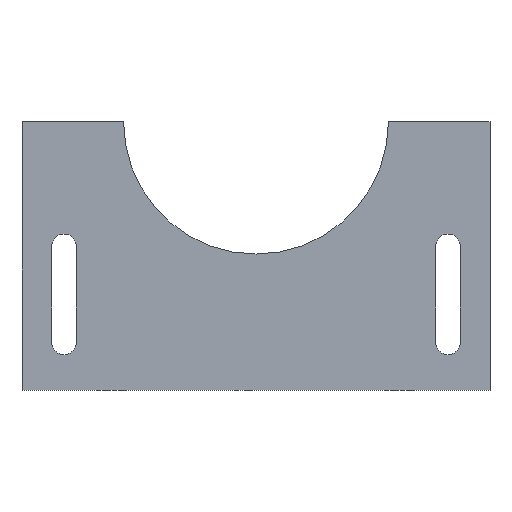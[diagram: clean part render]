
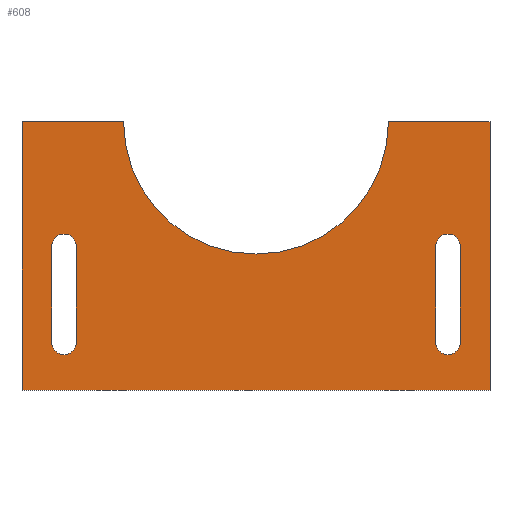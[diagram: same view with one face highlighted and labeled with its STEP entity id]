
A CAD part, top view. The second image highlights one B-rep face of the part: STEP entity #608.
In plain terms, the highlighted planar face has unit normal (0, 0, 1).
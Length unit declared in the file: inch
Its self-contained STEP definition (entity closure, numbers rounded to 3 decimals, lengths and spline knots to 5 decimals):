
#38 = VERTEX_POINT ( 'NONE', #483 ) ;
#65 = FACE_OUTER_BOUND ( 'NONE', #804, .T. ) ;
#78 = EDGE_LOOP ( 'NONE', ( #313, #1157, #818, #642 ) ) ;
#85 = CARTESIAN_POINT ( 'NONE',  ( 2.1285, 0.1, 0. ) ) ;
#106 = VERTEX_POINT ( 'NONE', #186 ) ;
#109 = VERTEX_POINT ( 'NONE', #1042 ) ;
#133 = CARTESIAN_POINT ( 'NONE',  ( 2.1285, -0.9, 0. ) ) ;
#140 = EDGE_CURVE ( 'NONE', #802, #1145, #194, .T. ) ;
#142 = CARTESIAN_POINT ( 'NONE',  ( -2.1285, -0.9, 0. ) ) ;
#143 = VECTOR ( 'NONE', #298, 39.37008 ) ;
#163 = ORIENTED_EDGE ( 'NONE', *, *, #814, .T. ) ;
#173 = DIRECTION ( 'NONE',  ( 0., 0., -1. ) ) ;
#186 = CARTESIAN_POINT ( 'NONE',  ( -1.8715, 0.1, 0. ) ) ;
#191 = CIRCLE ( 'NONE', #842, 0.1285 ) ;
#194 = LINE ( 'NONE', #282, #737 ) ;
#196 = AXIS2_PLACEMENT_3D ( 'NONE', #1094, #207, #561 ) ;
#207 = DIRECTION ( 'NONE',  ( 0., 0., -1. ) ) ;
#214 = ORIENTED_EDGE ( 'NONE', *, *, #1061, .T. ) ;
#216 = EDGE_CURVE ( 'NONE', #310, #815, #191, .T. ) ;
#225 = VECTOR ( 'NONE', #958, 39.37008 ) ;
#229 = CARTESIAN_POINT ( 'NONE',  ( 1.8715, 0.1, 0. ) ) ;
#232 = VECTOR ( 'NONE', #1047, 39.37008 ) ;
#234 = LINE ( 'NONE', #1050, #225 ) ;
#243 = EDGE_CURVE ( 'NONE', #657, #802, #527, .T. ) ;
#252 = DIRECTION ( 'NONE',  ( 1., 0., 0. ) ) ;
#256 = CARTESIAN_POINT ( 'NONE',  ( -2., -0.9, 0. ) ) ;
#269 = DIRECTION ( 'NONE',  ( 0., 0., 1. ) ) ;
#270 = EDGE_LOOP ( 'NONE', ( #481, #163, #950, #553 ) ) ;
#272 = EDGE_CURVE ( 'NONE', #109, #657, #1030, .T. ) ;
#282 = CARTESIAN_POINT ( 'NONE',  ( -2.4375, -1.4, 0. ) ) ;
#298 = DIRECTION ( 'NONE',  ( 0., 1., 0. ) ) ;
#310 = VERTEX_POINT ( 'NONE', #451 ) ;
#311 = CARTESIAN_POINT ( 'NONE',  ( -2.1285, 0.1, 0. ) ) ;
#312 = EDGE_CURVE ( 'NONE', #815, #106, #820, .T. ) ;
#313 = ORIENTED_EDGE ( 'NONE', *, *, #312, .F. ) ;
#334 = DIRECTION ( 'NONE',  ( -1., 0., 0. ) ) ;
#338 = CARTESIAN_POINT ( 'NONE',  ( -2.4375, -1.4, 0. ) ) ;
#341 = CARTESIAN_POINT ( 'NONE',  ( -2.4375, 1.4, 0. ) ) ;
#354 = CARTESIAN_POINT ( 'NONE',  ( -1.38, 1.4, 0. ) ) ;
#363 = VECTOR ( 'NONE', #826, 39.37008 ) ;
#372 = AXIS2_PLACEMENT_3D ( 'NONE', #586, #508, #252 ) ;
#414 = VERTEX_POINT ( 'NONE', #1004 ) ;
#419 = EDGE_CURVE ( 'NONE', #462, #38, #927, .T. ) ;
#423 = CARTESIAN_POINT ( 'NONE',  ( 2.4375, -1.4, 0. ) ) ;
#426 = ORIENTED_EDGE ( 'NONE', *, *, #140, .T. ) ;
#432 = DIRECTION ( 'NONE',  ( 0., 0., -1. ) ) ;
#451 = CARTESIAN_POINT ( 'NONE',  ( -2.1285, -0.9, 0. ) ) ;
#453 = VERTEX_POINT ( 'NONE', #311 ) ;
#457 = AXIS2_PLACEMENT_3D ( 'NONE', #694, #432, #1130 ) ;
#459 = ORIENTED_EDGE ( 'NONE', *, *, #485, .T. ) ;
#462 = VERTEX_POINT ( 'NONE', #133 ) ;
#469 = VECTOR ( 'NONE', #808, 39.37008 ) ;
#472 = AXIS2_PLACEMENT_3D ( 'NONE', #688, #1147, #334 ) ;
#477 = CARTESIAN_POINT ( 'NONE',  ( 2.1285, -0.9, 0. ) ) ;
#481 = ORIENTED_EDGE ( 'NONE', *, *, #419, .T. ) ;
#483 = CARTESIAN_POINT ( 'NONE',  ( 1.8715, -0.9, 0. ) ) ;
#485 = EDGE_CURVE ( 'NONE', #582, #414, #753, .T. ) ;
#502 = EDGE_CURVE ( 'NONE', #712, #462, #1099, .T. ) ;
#508 = DIRECTION ( 'NONE',  ( 0., 0., 1. ) ) ;
#510 = VECTOR ( 'NONE', #946, 39.37008 ) ;
#518 = CIRCLE ( 'NONE', #457, 0.1285 ) ;
#527 = LINE ( 'NONE', #341, #232 ) ;
#531 = DIRECTION ( 'NONE',  ( -1., 0., 0. ) ) ;
#553 = ORIENTED_EDGE ( 'NONE', *, *, #502, .T. ) ;
#561 = DIRECTION ( 'NONE',  ( -1., 0., 0. ) ) ;
#582 = VERTEX_POINT ( 'NONE', #423 ) ;
#586 = CARTESIAN_POINT ( 'NONE',  ( -2., 0.1, 0. ) ) ;
#605 = CARTESIAN_POINT ( 'NONE',  ( 0., 1.4, 0. ) ) ;
#608 = ADVANCED_FACE ( 'NONE', ( #65, #777, #1135 ), #771, .F. ) ;
#642 = ORIENTED_EDGE ( 'NONE', *, *, #976, .F. ) ;
#646 = CARTESIAN_POINT ( 'NONE',  ( -1.8715, -0.9, 0. ) ) ;
#657 = VERTEX_POINT ( 'NONE', #354 ) ;
#673 = VECTOR ( 'NONE', #873, 39.37008 ) ;
#684 = AXIS2_PLACEMENT_3D ( 'NONE', #605, #173, #531 ) ;
#688 = CARTESIAN_POINT ( 'NONE',  ( 0., 0., 0. ) ) ;
#694 = CARTESIAN_POINT ( 'NONE',  ( 2., 0.1, 0. ) ) ;
#712 = VERTEX_POINT ( 'NONE', #85 ) ;
#719 = CARTESIAN_POINT ( 'NONE',  ( -1.8715, -0.9, 0. ) ) ;
#737 = VECTOR ( 'NONE', #864, 39.37008 ) ;
#738 = LINE ( 'NONE', #1091, #143 ) ;
#753 = LINE ( 'NONE', #845, #363 ) ;
#771 = PLANE ( 'NONE',  #472 ) ;
#777 = FACE_BOUND ( 'NONE', #78, .T. ) ;
#799 = ORIENTED_EDGE ( 'NONE', *, *, #243, .T. ) ;
#802 = VERTEX_POINT ( 'NONE', #886 ) ;
#804 = EDGE_LOOP ( 'NONE', ( #1017, #896, #799, #426, #214, #459 ) ) ;
#808 = DIRECTION ( 'NONE',  ( 0., 1., 0. ) ) ;
#814 = EDGE_CURVE ( 'NONE', #38, #860, #738, .T. ) ;
#815 = VERTEX_POINT ( 'NONE', #646 ) ;
#818 = ORIENTED_EDGE ( 'NONE', *, *, #1040, .F. ) ;
#820 = LINE ( 'NONE', #719, #469 ) ;
#826 = DIRECTION ( 'NONE',  ( 0., 1., 0. ) ) ;
#842 = AXIS2_PLACEMENT_3D ( 'NONE', #256, #269, #1041 ) ;
#845 = CARTESIAN_POINT ( 'NONE',  ( 2.4375, -1.4, 0. ) ) ;
#854 = DIRECTION ( 'NONE',  ( 0., -1., 0. ) ) ;
#859 = LINE ( 'NONE', #338, #673 ) ;
#860 = VERTEX_POINT ( 'NONE', #229 ) ;
#864 = DIRECTION ( 'NONE',  ( 0., -1., 0. ) ) ;
#873 = DIRECTION ( 'NONE',  ( 1., 0., 0. ) ) ;
#886 = CARTESIAN_POINT ( 'NONE',  ( -2.4375, 1.4, 0. ) ) ;
#890 = CARTESIAN_POINT ( 'NONE',  ( -2.4375, -1.4, 0. ) ) ;
#896 = ORIENTED_EDGE ( 'NONE', *, *, #272, .T. ) ;
#927 = CIRCLE ( 'NONE', #196, 0.1285 ) ;
#946 = DIRECTION ( 'NONE',  ( 0., -1., 0. ) ) ;
#950 = ORIENTED_EDGE ( 'NONE', *, *, #970, .T. ) ;
#952 = VECTOR ( 'NONE', #854, 39.37008 ) ;
#958 = DIRECTION ( 'NONE',  ( -1., 0., 0. ) ) ;
#970 = EDGE_CURVE ( 'NONE', #860, #712, #518, .T. ) ;
#976 = EDGE_CURVE ( 'NONE', #106, #453, #1153, .T. ) ;
#1004 = CARTESIAN_POINT ( 'NONE',  ( 2.4375, 1.4, 0. ) ) ;
#1017 = ORIENTED_EDGE ( 'NONE', *, *, #1018, .T. ) ;
#1018 = EDGE_CURVE ( 'NONE', #414, #109, #234, .T. ) ;
#1030 = CIRCLE ( 'NONE', #684, 1.38 ) ;
#1040 = EDGE_CURVE ( 'NONE', #453, #310, #1138, .T. ) ;
#1041 = DIRECTION ( 'NONE',  ( 1., 0., 0. ) ) ;
#1042 = CARTESIAN_POINT ( 'NONE',  ( 1.38, 1.4, 0. ) ) ;
#1047 = DIRECTION ( 'NONE',  ( -1., 0., 0. ) ) ;
#1050 = CARTESIAN_POINT ( 'NONE',  ( -2.4375, 1.4, 0. ) ) ;
#1061 = EDGE_CURVE ( 'NONE', #1145, #582, #859, .T. ) ;
#1091 = CARTESIAN_POINT ( 'NONE',  ( 1.8715, -0.9, 0. ) ) ;
#1094 = CARTESIAN_POINT ( 'NONE',  ( 2., -0.9, 0. ) ) ;
#1099 = LINE ( 'NONE', #477, #510 ) ;
#1130 = DIRECTION ( 'NONE',  ( -1., 0., 0. ) ) ;
#1135 = FACE_BOUND ( 'NONE', #270, .T. ) ;
#1138 = LINE ( 'NONE', #142, #952 ) ;
#1145 = VERTEX_POINT ( 'NONE', #890 ) ;
#1147 = DIRECTION ( 'NONE',  ( 0., 0., -1. ) ) ;
#1153 = CIRCLE ( 'NONE', #372, 0.1285 ) ;
#1157 = ORIENTED_EDGE ( 'NONE', *, *, #216, .F. ) ;
